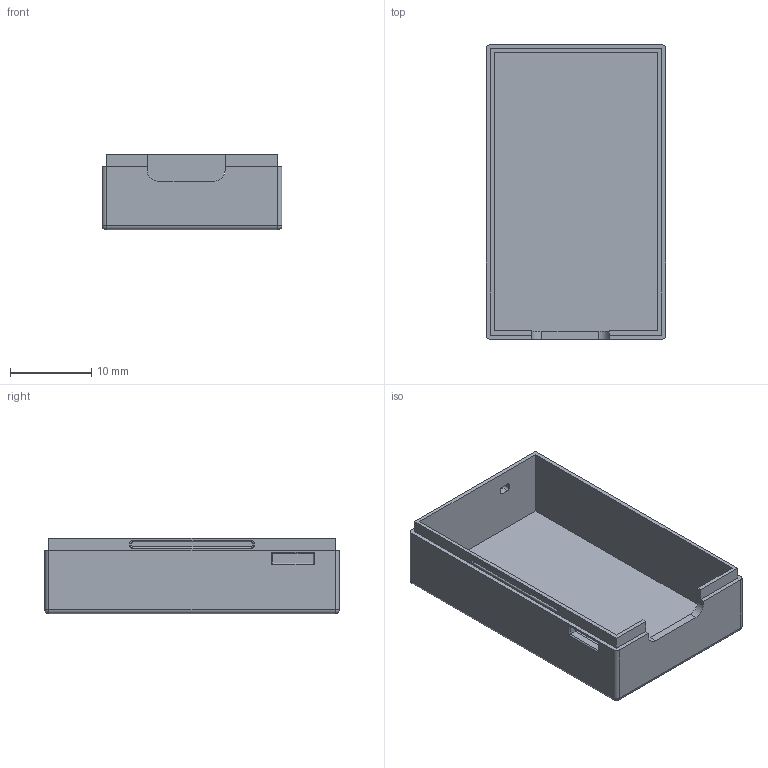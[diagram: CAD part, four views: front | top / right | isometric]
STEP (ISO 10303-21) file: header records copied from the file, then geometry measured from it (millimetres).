
FILE_DESCRIPTION(/* description */ (''),/* implementation_level */ '2;1');
FILE_NAME(/* name */ 'SlimCase-502030-Resin v25.step',/* time_stamp */ '2025-04-11T08:05:49+02:00',/* author */ (''),/* organization */ (''),/* preprocessor_version */ 'ST-DEVELOPER v20.1',/* originating_system */ 'Autodesk Translation Framework v14.4.0.0',/* authorisation */ '');
FILE_SCHEMA (('AUTOMOTIVE_DESIGN { 1 0 10303 214 3 1 1 }'));
Length unit declared in the file: millimetre
Products named in the file (1): SlimCase-502030-Resin
Bounding box: 22.2 x 36.3 x 9.3 mm (x, y, z)
Volume: 1475.7 mm3; surface area: 3538.6 mm2
Topology: 1 solids, 1 shells, 68 faces, 176 edges, 112 vertices
Faces by surface type: plane 30, cylinder 26, torus 8, sphere 4
Entity records: 2117 total; most frequent: DIRECTION 378, CARTESIAN_POINT 357, ORIENTED_EDGE 352, EDGE_CURVE 176, AXIS2_PLACEMENT_3D 133, LINE 112, VECTOR 112, VERTEX_POINT 112
